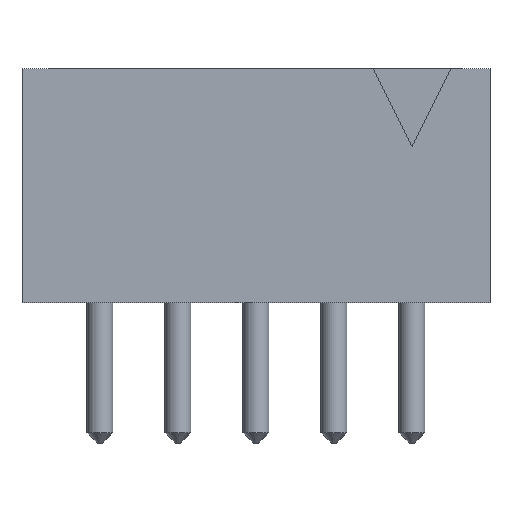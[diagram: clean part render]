
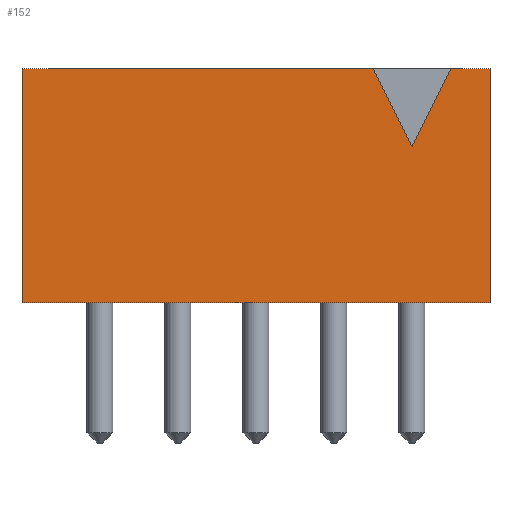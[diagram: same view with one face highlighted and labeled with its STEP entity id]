
A CAD part, front view. The second image highlights one B-rep face of the part: STEP entity #152.
In plain terms, the highlighted planar face has unit normal (0, -1, 0).
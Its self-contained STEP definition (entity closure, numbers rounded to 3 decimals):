
#36 = EDGE_CURVE('',#37,#39,#41,.T.);
#37 = VERTEX_POINT('',#38);
#38 = CARTESIAN_POINT('',(-7.5,-1.75,0.));
#39 = VERTEX_POINT('',#40);
#40 = CARTESIAN_POINT('',(-7.5,-1.75,4.5));
#41 = SURFACE_CURVE('',#42,(#46,#58),.PCURVE_S1.);
#42 = LINE('',#43,#44);
#43 = CARTESIAN_POINT('',(-7.5,-1.75,0.));
#44 = VECTOR('',#45,1.);
#45 = DIRECTION('',(0.,0.,1.));
#46 = PCURVE('',#47,#52);
#47 = PLANE('',#48);
#48 = AXIS2_PLACEMENT_3D('',#49,#50,#51);
#49 = CARTESIAN_POINT('',(-7.5,-1.75,0.));
#50 = DIRECTION('',(1.,0.,0.));
#51 = DIRECTION('',(0.,0.,1.));
#52 = DEFINITIONAL_REPRESENTATION('',(#53),#57);
#53 = LINE('',#54,#55);
#54 = CARTESIAN_POINT('',(0.,0.));
#55 = VECTOR('',#56,1.);
#56 = DIRECTION('',(1.,0.));
#57 = ( GEOMETRIC_REPRESENTATION_CONTEXT(2) 
PARAMETRIC_REPRESENTATION_CONTEXT() REPRESENTATION_CONTEXT('2D SPACE',''
  ) );
#58 = PCURVE('',#59,#64);
#59 = PLANE('',#60);
#60 = AXIS2_PLACEMENT_3D('',#61,#62,#63);
#61 = CARTESIAN_POINT('',(-7.5,-1.75,0.));
#62 = DIRECTION('',(0.,1.,0.));
#63 = DIRECTION('',(0.,0.,1.));
#64 = DEFINITIONAL_REPRESENTATION('',(#65),#69);
#65 = LINE('',#66,#67);
#66 = CARTESIAN_POINT('',(0.,0.));
#67 = VECTOR('',#68,1.);
#68 = DIRECTION('',(1.,0.));
#69 = ( GEOMETRIC_REPRESENTATION_CONTEXT(2) 
PARAMETRIC_REPRESENTATION_CONTEXT() REPRESENTATION_CONTEXT('2D SPACE',''
  ) );
#87 = PLANE('',#88);
#88 = AXIS2_PLACEMENT_3D('',#89,#90,#91);
#89 = CARTESIAN_POINT('',(-7.5,-1.75,0.));
#90 = DIRECTION('',(0.,0.,1.));
#91 = DIRECTION('',(1.,0.,0.));
#141 = PLANE('',#142);
#142 = AXIS2_PLACEMENT_3D('',#143,#144,#145);
#143 = CARTESIAN_POINT('',(-7.5,-1.75,4.5));
#144 = DIRECTION('',(0.,0.,1.));
#145 = DIRECTION('',(1.,0.,0.));
#152 = ADVANCED_FACE('',(#153),#59,.F.);
#153 = FACE_BOUND('',#154,.F.);
#154 = EDGE_LOOP('',(#155,#185,#206,#207,#230,#258,#286));
#155 = ORIENTED_EDGE('',*,*,#156,.F.);
#156 = EDGE_CURVE('',#157,#159,#161,.T.);
#157 = VERTEX_POINT('',#158);
#158 = CARTESIAN_POINT('',(1.5,-1.75,0.));
#159 = VERTEX_POINT('',#160);
#160 = CARTESIAN_POINT('',(1.5,-1.75,4.5));
#161 = SURFACE_CURVE('',#162,(#166,#173),.PCURVE_S1.);
#162 = LINE('',#163,#164);
#163 = CARTESIAN_POINT('',(1.5,-1.75,0.));
#164 = VECTOR('',#165,1.);
#165 = DIRECTION('',(0.,0.,1.));
#166 = PCURVE('',#59,#167);
#167 = DEFINITIONAL_REPRESENTATION('',(#168),#172);
#168 = LINE('',#169,#170);
#169 = CARTESIAN_POINT('',(0.,9.));
#170 = VECTOR('',#171,1.);
#171 = DIRECTION('',(1.,0.));
#172 = ( GEOMETRIC_REPRESENTATION_CONTEXT(2) 
PARAMETRIC_REPRESENTATION_CONTEXT() REPRESENTATION_CONTEXT('2D SPACE',''
  ) );
#173 = PCURVE('',#174,#179);
#174 = PLANE('',#175);
#175 = AXIS2_PLACEMENT_3D('',#176,#177,#178);
#176 = CARTESIAN_POINT('',(1.5,-1.75,0.));
#177 = DIRECTION('',(1.,0.,0.));
#178 = DIRECTION('',(0.,0.,1.));
#179 = DEFINITIONAL_REPRESENTATION('',(#180),#184);
#180 = LINE('',#181,#182);
#181 = CARTESIAN_POINT('',(0.,0.));
#182 = VECTOR('',#183,1.);
#183 = DIRECTION('',(1.,0.));
#184 = ( GEOMETRIC_REPRESENTATION_CONTEXT(2) 
PARAMETRIC_REPRESENTATION_CONTEXT() REPRESENTATION_CONTEXT('2D SPACE',''
  ) );
#185 = ORIENTED_EDGE('',*,*,#186,.F.);
#186 = EDGE_CURVE('',#37,#157,#187,.T.);
#187 = SURFACE_CURVE('',#188,(#192,#199),.PCURVE_S1.);
#188 = LINE('',#189,#190);
#189 = CARTESIAN_POINT('',(-7.5,-1.75,0.));
#190 = VECTOR('',#191,1.);
#191 = DIRECTION('',(1.,0.,0.));
#192 = PCURVE('',#59,#193);
#193 = DEFINITIONAL_REPRESENTATION('',(#194),#198);
#194 = LINE('',#195,#196);
#195 = CARTESIAN_POINT('',(0.,0.));
#196 = VECTOR('',#197,1.);
#197 = DIRECTION('',(0.,1.));
#198 = ( GEOMETRIC_REPRESENTATION_CONTEXT(2) 
PARAMETRIC_REPRESENTATION_CONTEXT() REPRESENTATION_CONTEXT('2D SPACE',''
  ) );
#199 = PCURVE('',#87,#200);
#200 = DEFINITIONAL_REPRESENTATION('',(#201),#205);
#201 = LINE('',#202,#203);
#202 = CARTESIAN_POINT('',(0.,0.));
#203 = VECTOR('',#204,1.);
#204 = DIRECTION('',(1.,0.));
#205 = ( GEOMETRIC_REPRESENTATION_CONTEXT(2) 
PARAMETRIC_REPRESENTATION_CONTEXT() REPRESENTATION_CONTEXT('2D SPACE',''
  ) );
#206 = ORIENTED_EDGE('',*,*,#36,.T.);
#207 = ORIENTED_EDGE('',*,*,#208,.T.);
#208 = EDGE_CURVE('',#39,#209,#211,.T.);
#209 = VERTEX_POINT('',#210);
#210 = CARTESIAN_POINT('',(-0.75,-1.75,4.5));
#211 = SURFACE_CURVE('',#212,(#216,#223),.PCURVE_S1.);
#212 = LINE('',#213,#214);
#213 = CARTESIAN_POINT('',(-7.5,-1.75,4.5));
#214 = VECTOR('',#215,1.);
#215 = DIRECTION('',(1.,0.,0.));
#216 = PCURVE('',#59,#217);
#217 = DEFINITIONAL_REPRESENTATION('',(#218),#222);
#218 = LINE('',#219,#220);
#219 = CARTESIAN_POINT('',(4.5,0.));
#220 = VECTOR('',#221,1.);
#221 = DIRECTION('',(0.,1.));
#222 = ( GEOMETRIC_REPRESENTATION_CONTEXT(2) 
PARAMETRIC_REPRESENTATION_CONTEXT() REPRESENTATION_CONTEXT('2D SPACE',''
  ) );
#223 = PCURVE('',#141,#224);
#224 = DEFINITIONAL_REPRESENTATION('',(#225),#229);
#225 = LINE('',#226,#227);
#226 = CARTESIAN_POINT('',(0.,0.));
#227 = VECTOR('',#228,1.);
#228 = DIRECTION('',(1.,0.));
#229 = ( GEOMETRIC_REPRESENTATION_CONTEXT(2) 
PARAMETRIC_REPRESENTATION_CONTEXT() REPRESENTATION_CONTEXT('2D SPACE',''
  ) );
#230 = ORIENTED_EDGE('',*,*,#231,.T.);
#231 = EDGE_CURVE('',#209,#232,#234,.T.);
#232 = VERTEX_POINT('',#233);
#233 = CARTESIAN_POINT('',(0.,-1.75,3.));
#234 = SURFACE_CURVE('',#235,(#239,#246),.PCURVE_S1.);
#235 = LINE('',#236,#237);
#236 = CARTESIAN_POINT('',(-0.75,-1.75,4.5));
#237 = VECTOR('',#238,1.);
#238 = DIRECTION('',(0.447,0.,-0.894));
#239 = PCURVE('',#59,#240);
#240 = DEFINITIONAL_REPRESENTATION('',(#241),#245);
#241 = LINE('',#242,#243);
#242 = CARTESIAN_POINT('',(4.5,6.75));
#243 = VECTOR('',#244,1.);
#244 = DIRECTION('',(-0.894,0.447));
#245 = ( GEOMETRIC_REPRESENTATION_CONTEXT(2) 
PARAMETRIC_REPRESENTATION_CONTEXT() REPRESENTATION_CONTEXT('2D SPACE',''
  ) );
#246 = PCURVE('',#247,#252);
#247 = PLANE('',#248);
#248 = AXIS2_PLACEMENT_3D('',#249,#250,#251);
#249 = CARTESIAN_POINT('',(-0.75,-1.75,4.5));
#250 = DIRECTION('',(-0.894,0.,-0.447));
#251 = DIRECTION('',(0.447,0.,-0.894));
#252 = DEFINITIONAL_REPRESENTATION('',(#253),#257);
#253 = LINE('',#254,#255);
#254 = CARTESIAN_POINT('',(0.,0.));
#255 = VECTOR('',#256,1.);
#256 = DIRECTION('',(1.,0.));
#257 = ( GEOMETRIC_REPRESENTATION_CONTEXT(2) 
PARAMETRIC_REPRESENTATION_CONTEXT() REPRESENTATION_CONTEXT('2D SPACE',''
  ) );
#258 = ORIENTED_EDGE('',*,*,#259,.F.);
#259 = EDGE_CURVE('',#260,#232,#262,.T.);
#260 = VERTEX_POINT('',#261);
#261 = CARTESIAN_POINT('',(0.75,-1.75,4.5));
#262 = SURFACE_CURVE('',#263,(#267,#274),.PCURVE_S1.);
#263 = LINE('',#264,#265);
#264 = CARTESIAN_POINT('',(0.75,-1.75,4.5));
#265 = VECTOR('',#266,1.);
#266 = DIRECTION('',(-0.447,0.,-0.894));
#267 = PCURVE('',#59,#268);
#268 = DEFINITIONAL_REPRESENTATION('',(#269),#273);
#269 = LINE('',#270,#271);
#270 = CARTESIAN_POINT('',(4.5,8.25));
#271 = VECTOR('',#272,1.);
#272 = DIRECTION('',(-0.894,-0.447));
#273 = ( GEOMETRIC_REPRESENTATION_CONTEXT(2) 
PARAMETRIC_REPRESENTATION_CONTEXT() REPRESENTATION_CONTEXT('2D SPACE',''
  ) );
#274 = PCURVE('',#275,#280);
#275 = PLANE('',#276);
#276 = AXIS2_PLACEMENT_3D('',#277,#278,#279);
#277 = CARTESIAN_POINT('',(0.75,-1.75,4.5));
#278 = DIRECTION('',(-0.894,0.,0.447));
#279 = DIRECTION('',(-0.447,0.,-0.894));
#280 = DEFINITIONAL_REPRESENTATION('',(#281),#285);
#281 = LINE('',#282,#283);
#282 = CARTESIAN_POINT('',(-0.,0.));
#283 = VECTOR('',#284,1.);
#284 = DIRECTION('',(1.,0.));
#285 = ( GEOMETRIC_REPRESENTATION_CONTEXT(2) 
PARAMETRIC_REPRESENTATION_CONTEXT() REPRESENTATION_CONTEXT('2D SPACE',''
  ) );
#286 = ORIENTED_EDGE('',*,*,#287,.T.);
#287 = EDGE_CURVE('',#260,#159,#288,.T.);
#288 = SURFACE_CURVE('',#289,(#293,#300),.PCURVE_S1.);
#289 = LINE('',#290,#291);
#290 = CARTESIAN_POINT('',(-7.5,-1.75,4.5));
#291 = VECTOR('',#292,1.);
#292 = DIRECTION('',(1.,0.,0.));
#293 = PCURVE('',#59,#294);
#294 = DEFINITIONAL_REPRESENTATION('',(#295),#299);
#295 = LINE('',#296,#297);
#296 = CARTESIAN_POINT('',(4.5,0.));
#297 = VECTOR('',#298,1.);
#298 = DIRECTION('',(0.,1.));
#299 = ( GEOMETRIC_REPRESENTATION_CONTEXT(2) 
PARAMETRIC_REPRESENTATION_CONTEXT() REPRESENTATION_CONTEXT('2D SPACE',''
  ) );
#300 = PCURVE('',#141,#301);
#301 = DEFINITIONAL_REPRESENTATION('',(#302),#306);
#302 = LINE('',#303,#304);
#303 = CARTESIAN_POINT('',(0.,0.));
#304 = VECTOR('',#305,1.);
#305 = DIRECTION('',(1.,0.));
#306 = ( GEOMETRIC_REPRESENTATION_CONTEXT(2) 
PARAMETRIC_REPRESENTATION_CONTEXT() REPRESENTATION_CONTEXT('2D SPACE',''
  ) );
